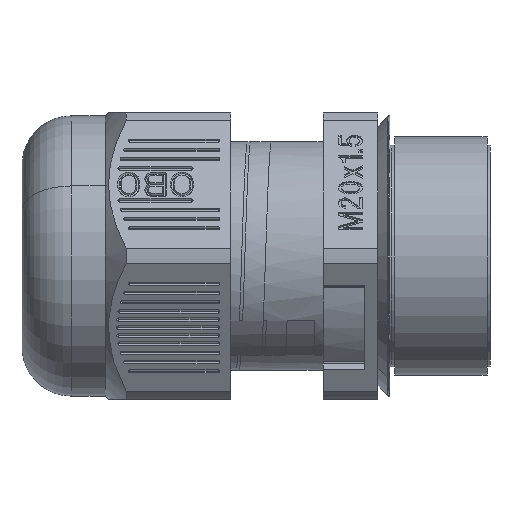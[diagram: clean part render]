
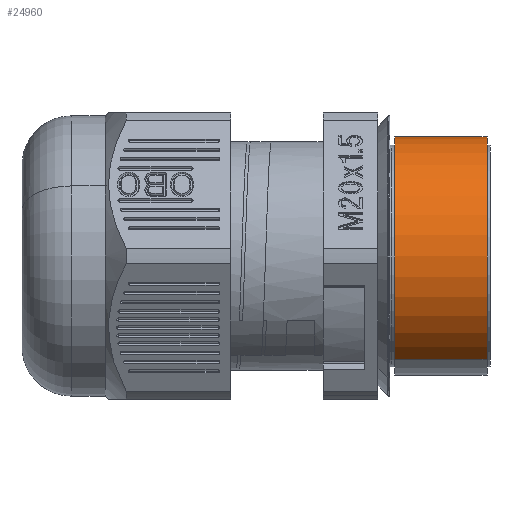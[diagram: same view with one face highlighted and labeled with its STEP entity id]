
A CAD part, left-side view. The second image highlights one B-rep face of the part: STEP entity #24960.
In plain terms, the highlighted cylindrical face has radius 10 mm (diameter 20 mm), a partial arc.
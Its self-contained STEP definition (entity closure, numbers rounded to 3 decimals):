
#18844=CARTESIAN_POINT('',(0.,-51.879,0.));
#18845=DIRECTION('',(0.,-1.,0.));
#18846=DIRECTION('',(-1.,0.,0.));
#18847=AXIS2_PLACEMENT_3D('',#18844,#18845,#18846);
#18864=DIRECTION('',(0.,-1.,0.));
#18865=VECTOR('',#18864,7.75);
#18866=CARTESIAN_POINT('',(10.,-44.129,0.));
#18867=LINE('',#18866,#18865);
#18868=DIRECTION('',(0.,-1.,0.));
#18869=VECTOR('',#18868,7.75);
#18870=CARTESIAN_POINT('',(-10.,-44.129,0.));
#18871=LINE('',#18870,#18869);
#18872=CARTESIAN_POINT('',(0.,-44.129,0.));
#18873=DIRECTION('',(0.,1.,0.));
#18874=DIRECTION('',(1.,0.,0.));
#18875=AXIS2_PLACEMENT_3D('',#18872,#18873,#18874);
#24057=CARTESIAN_POINT('',(-10.,-44.129,0.));
#24058=CARTESIAN_POINT('',(10.,-44.129,0.));
#24059=VERTEX_POINT('',#24057);
#24060=VERTEX_POINT('',#24058);
#24061=CARTESIAN_POINT('',(10.,-51.879,0.));
#24062=VERTEX_POINT('',#24061);
#24063=CARTESIAN_POINT('',(-10.,-51.879,0.));
#24064=VERTEX_POINT('',#24063);
#24946=CARTESIAN_POINT('',(0.,-48.004,0.));
#24947=DIRECTION('',(0.,1.,0.));
#24948=DIRECTION('',(1.,0.,0.));
#24949=AXIS2_PLACEMENT_3D('',#24946,#24947,#24948);
#24950=CYLINDRICAL_SURFACE('',#24949,10.);
#24951=ORIENTED_EDGE('',*,*,#24935,.T.);
#24953=ORIENTED_EDGE('',*,*,#24952,.F.);
#24955=ORIENTED_EDGE('',*,*,#24954,.T.);
#24957=ORIENTED_EDGE('',*,*,#24956,.T.);
#24958=EDGE_LOOP('',(#24951,#24953,#24955,#24957));
#24959=FACE_OUTER_BOUND('',#24958,.F.);
#24960=ADVANCED_FACE('',(#24959),#24950,.T.);
#18848=CIRCLE('',#18847,10.);
#18876=CIRCLE('',#18875,10.);
#24935=EDGE_CURVE('',#24064,#24062,#18848,.T.);
#24952=EDGE_CURVE('',#24060,#24062,#18867,.T.);
#24954=EDGE_CURVE('',#24060,#24059,#18876,.T.);
#24956=EDGE_CURVE('',#24059,#24064,#18871,.T.);
